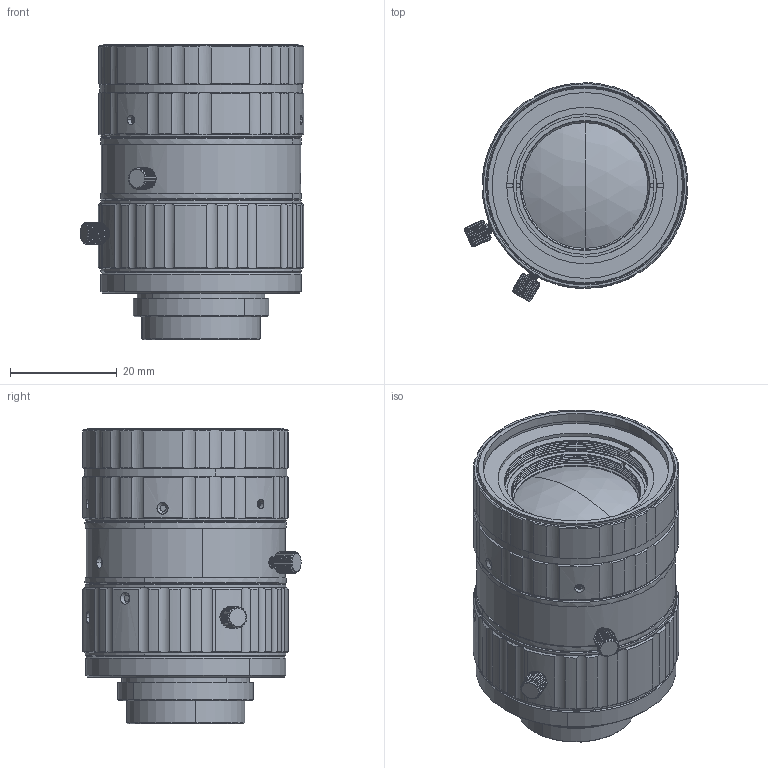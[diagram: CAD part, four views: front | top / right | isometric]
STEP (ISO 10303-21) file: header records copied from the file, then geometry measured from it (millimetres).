
FILE_DESCRIPTION (( 'STEP AP203' ), '1' );
FILE_NAME ('600067.STEP', '2022-02-16T08:06:31', ( '' ), ( '' ), 'SwSTEP 2.0', 'SolidWorks 2020', '' );
FILE_SCHEMA (( 'CONFIG_CONTROL_DESIGN' ));
Products named in the file (1): 600067
Bounding box: 41.97 x 41 x 55.5 mm (x, y, z)
Volume: 51423.8 mm3; surface area: 16613.2 mm2
Topology: 12 solids, 14 shells, 1226 faces, 3188 edges, 2039 vertices
Faces by surface type: cylinder 565, plane 311, cone 298, bspline 29, torus 12, sphere 11
Entity records: 53377 total; most frequent: CARTESIAN_POINT 24992, ORIENTED_EDGE 6372, DIRECTION 5331, EDGE_CURVE 3186, AXIS2_PLACEMENT_3D 2127, VERTEX_POINT 2038, EDGE_LOOP 1286, ADVANCED_FACE 1225
